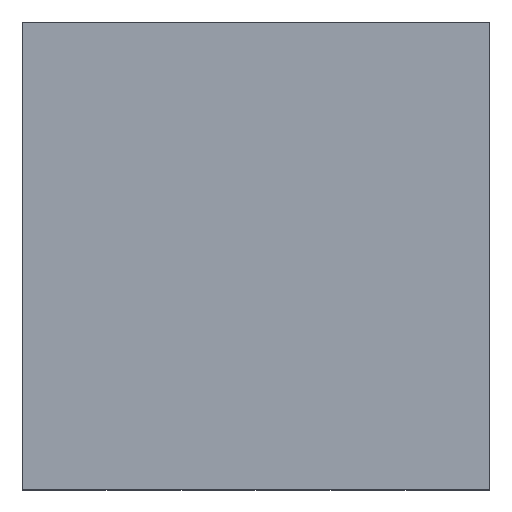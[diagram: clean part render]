
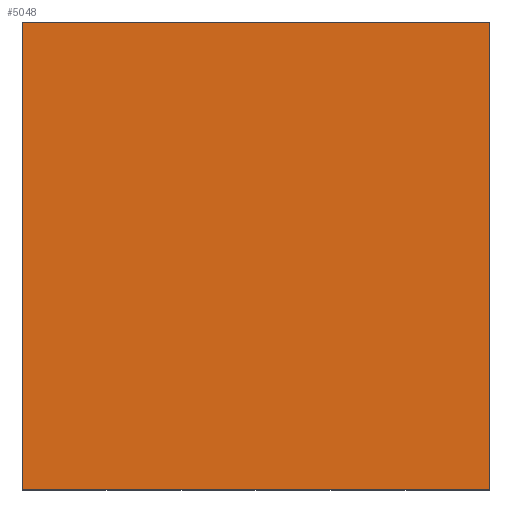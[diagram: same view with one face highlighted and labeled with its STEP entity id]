
A CAD part, top view. The second image highlights one B-rep face of the part: STEP entity #5048.
In plain terms, the highlighted face is planar.
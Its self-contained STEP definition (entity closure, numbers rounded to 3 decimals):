
#1498=DIRECTION('',(0.,0.,1.));
#1499=VECTOR('',#1498,4.);
#1500=CARTESIAN_POINT('',(-2.,0.775,-2.));
#1501=LINE('',#1500,#1499);
#1505=DIRECTION('',(-1.,0.,0.));
#1506=VECTOR('',#1505,4.);
#1507=CARTESIAN_POINT('',(2.,0.775,-2.));
#1508=LINE('',#1507,#1506);
#1512=DIRECTION('',(0.,0.,-1.));
#1513=VECTOR('',#1512,4.);
#1514=CARTESIAN_POINT('',(2.,0.775,2.));
#1515=LINE('',#1514,#1513);
#1519=DIRECTION('',(1.,0.,0.));
#1520=VECTOR('',#1519,4.);
#1521=CARTESIAN_POINT('',(-2.,0.775,2.));
#1522=LINE('',#1521,#1520);
#3278=CARTESIAN_POINT('',(-2.,0.775,-2.));
#3279=CARTESIAN_POINT('',(-2.,0.775,2.));
#3280=VERTEX_POINT('',#3278);
#3281=VERTEX_POINT('',#3279);
#3282=CARTESIAN_POINT('',(2.,0.775,2.));
#3283=VERTEX_POINT('',#3282);
#3284=CARTESIAN_POINT('',(2.,0.775,-2.));
#3285=VERTEX_POINT('',#3284);
#5037=CARTESIAN_POINT('',(0.,0.775,0.));
#5038=DIRECTION('',(0.,1.,0.));
#5039=DIRECTION('',(1.,0.,0.));
#5040=AXIS2_PLACEMENT_3D('',#5037,#5038,#5039);
#5041=PLANE('',#5040);
#5042=ORIENTED_EDGE('',*,*,#4822,.F.);
#5043=ORIENTED_EDGE('',*,*,#4879,.F.);
#5044=ORIENTED_EDGE('',*,*,#4934,.F.);
#5045=ORIENTED_EDGE('',*,*,#4989,.F.);
#5046=EDGE_LOOP('',(#5042,#5043,#5044,#5045));
#5047=FACE_OUTER_BOUND('',#5046,.F.);
#5048=ADVANCED_FACE('',(#5047),#5041,.T.);
#4822=EDGE_CURVE('',#3280,#3281,#1501,.T.);
#4879=EDGE_CURVE('',#3285,#3280,#1508,.T.);
#4934=EDGE_CURVE('',#3283,#3285,#1515,.T.);
#4989=EDGE_CURVE('',#3281,#3283,#1522,.T.);
